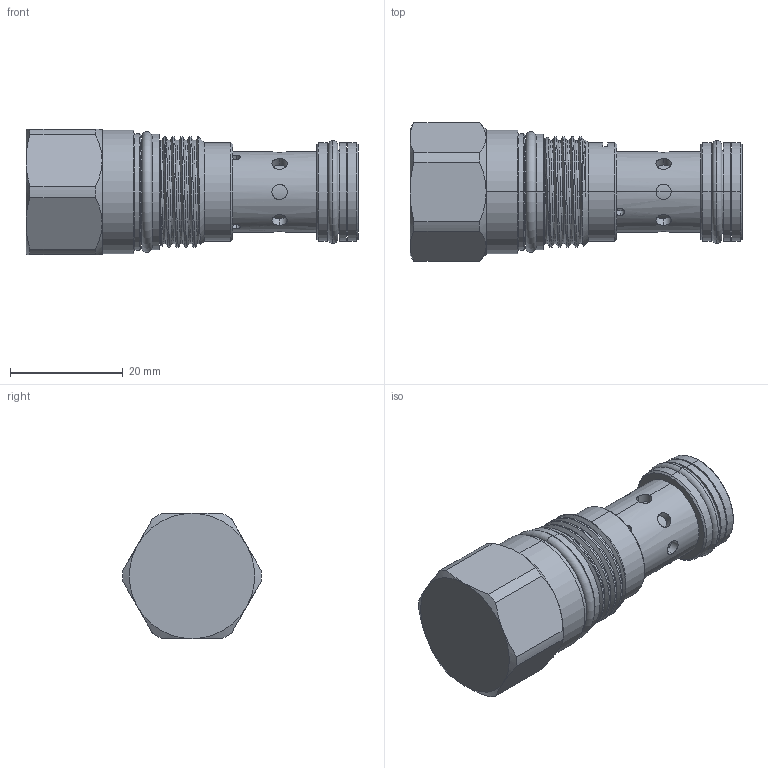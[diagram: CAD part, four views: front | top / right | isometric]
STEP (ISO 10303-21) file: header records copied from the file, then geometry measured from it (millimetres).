
FILE_DESCRIPTION (( 'STEP AP203' ), '1' );
FILE_NAME ('CV10A20-N.STEP', '2021-05-06T05:28:46', ( '' ), ( '' ), 'SwSTEP 2.0', 'SolidWorks 2018', '' );
FILE_SCHEMA (( 'CONFIG_CONTROL_DESIGN' ));
Length unit declared in the file: millimetre
Products named in the file (1): CV10A20-N
Bounding box: 58.83 x 24.59 x 22.22 mm (x, y, z)
Volume: 16062.4 mm3; surface area: 6225.3 mm2
Topology: 3 solids, 3 shells, 155 faces, 350 edges, 220 vertices
Faces by surface type: cylinder 92, cone 30, plane 23, torus 8, bspline 2
Entity records: 5925 total; most frequent: CARTESIAN_POINT 2554, ORIENTED_EDGE 700, DIRECTION 659, EDGE_CURVE 350, AXIS2_PLACEMENT_3D 277, VERTEX_POINT 220, EDGE_LOOP 178, ADVANCED_FACE 155
